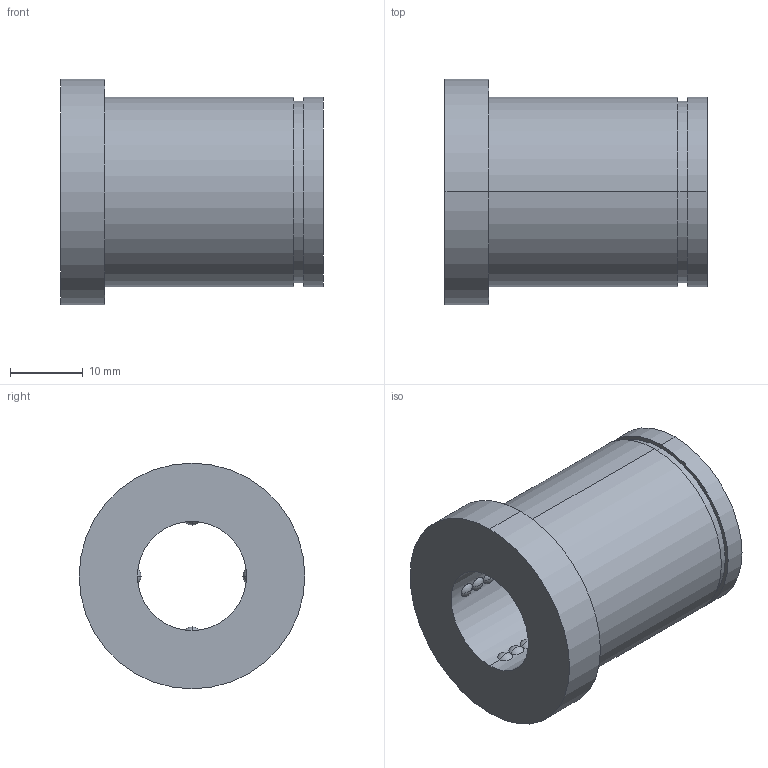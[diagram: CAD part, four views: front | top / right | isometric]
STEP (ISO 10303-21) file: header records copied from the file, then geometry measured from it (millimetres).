
FILE_DESCRIPTION(('STEP AP214'),'1');
FILE_NAME('cctmp_7567437C-EF60-47D3-833A-1EE3FFEB3EAD_2023_07_12_08_23_16_0947_9648..stp','2023-07-12T06:23:17',('HASCO Hasenclever GmbH & Co. KG'),('CADClick - www.CADClick.com'),'Spatial InterOp 3D',' ','unknown authorization');
FILE_SCHEMA(('AUTOMOTIVE_DESIGN'));
Length unit declared in the file: millimetre
Products named in the file (1): Z1100/36x14
Bounding box: 36 x 31 x 31 mm (x, y, z)
Volume: 14089.9 mm3; surface area: 6011.4 mm2
Topology: 1 solids, 1 shells, 135 faces, 300 edges, 200 vertices
Faces by surface type: sphere 120, cylinder 10, plane 5
Entity records: 7542 total; most frequent: CARTESIAN_POINT 3696, ORIENTED_EDGE 600, DIRECTION 472, EDGE_CURVE 300, AXIS2_PLACEMENT_3D 216, VERTEX_POINT 200, B_SPLINE_CURVE_WITH_KNOTS 180, EDGE_LOOP 170
